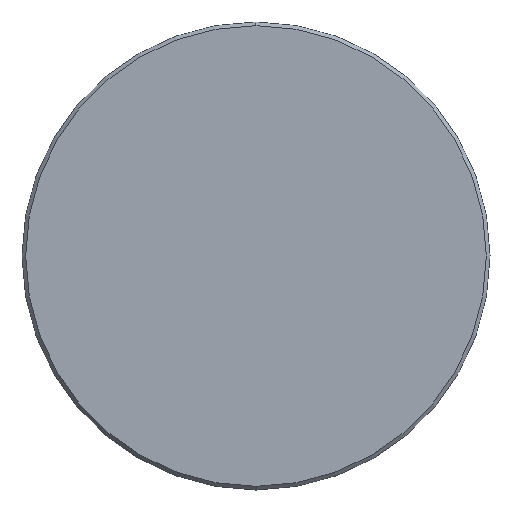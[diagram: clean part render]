
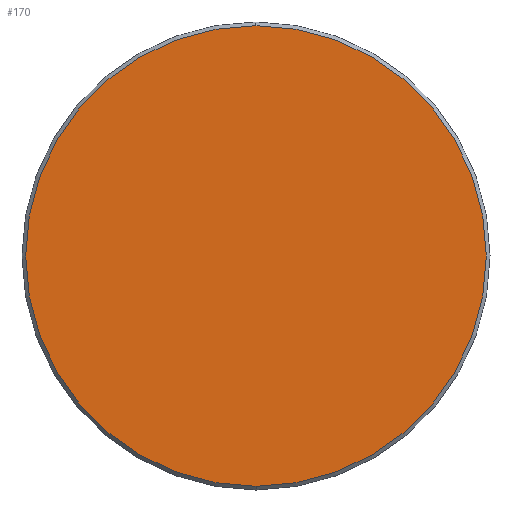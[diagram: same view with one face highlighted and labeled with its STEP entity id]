
A CAD part, left-side view. The second image highlights one B-rep face of the part: STEP entity #170.
In plain terms, the highlighted planar face has unit normal (-1, 0, 0).
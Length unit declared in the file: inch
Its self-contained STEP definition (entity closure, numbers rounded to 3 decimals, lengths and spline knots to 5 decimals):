
#3 = FACE_OUTER_BOUND ( 'NONE', #349, .T. ) ;
#42 = EDGE_CURVE ( 'NONE', #326, #255, #121, .T. ) ;
#51 = EDGE_CURVE ( 'NONE', #255, #326, #184, .T. ) ;
#121 = CIRCLE ( 'NONE', #144, 0.49213 ) ;
#144 = AXIS2_PLACEMENT_3D ( 'NONE', #195, #309, #336 ) ;
#170 = ADVANCED_FACE ( 'NONE', ( #3 ), #351, .T. ) ;
#171 = CARTESIAN_POINT ( 'NONE',  ( -0.07087, 0., 0. ) ) ;
#184 = CIRCLE ( 'NONE', #269, 0.49213 ) ;
#195 = CARTESIAN_POINT ( 'NONE',  ( -0.07087, 0., 0. ) ) ;
#203 = DIRECTION ( 'NONE',  ( 0., -1., 0. ) ) ;
#218 = ORIENTED_EDGE ( 'NONE', *, *, #42, .T. ) ;
#220 = DIRECTION ( 'NONE',  ( -1., 0., 0. ) ) ;
#237 = CARTESIAN_POINT ( 'NONE',  ( -0.07087, 0., 0. ) ) ;
#246 = AXIS2_PLACEMENT_3D ( 'NONE', #237, #298, #203 ) ;
#255 = VERTEX_POINT ( 'NONE', #293 ) ;
#264 = CARTESIAN_POINT ( 'NONE',  ( -0.07087, 0., -0.49213 ) ) ;
#269 = AXIS2_PLACEMENT_3D ( 'NONE', #171, #220, #272 ) ;
#272 = DIRECTION ( 'NONE',  ( 0., -1., 0. ) ) ;
#293 = CARTESIAN_POINT ( 'NONE',  ( -0.07087, 0., 0.49213 ) ) ;
#298 = DIRECTION ( 'NONE',  ( -1., 0., 0. ) ) ;
#309 = DIRECTION ( 'NONE',  ( -1., 0., 0. ) ) ;
#317 = ORIENTED_EDGE ( 'NONE', *, *, #51, .T. ) ;
#326 = VERTEX_POINT ( 'NONE', #264 ) ;
#336 = DIRECTION ( 'NONE',  ( 0., -1., 0. ) ) ;
#349 = EDGE_LOOP ( 'NONE', ( #218, #317 ) ) ;
#351 = PLANE ( 'NONE',  #246 ) ;
